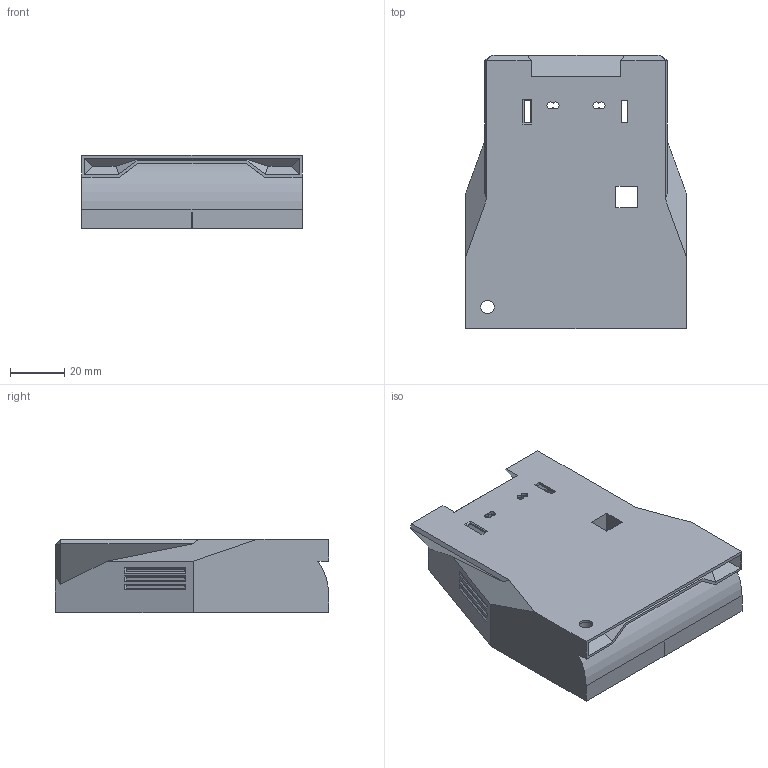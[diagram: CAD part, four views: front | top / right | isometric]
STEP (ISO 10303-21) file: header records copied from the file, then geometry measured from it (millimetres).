
FILE_DESCRIPTION(/* description */ (''),/* implementation_level */ '2;1');
FILE_NAME(/* name */ 'BodyA v22.step',/* time_stamp */ '2023-07-04T08:59:19-07:00',/* author */ (''),/* organization */ (''),/* preprocessor_version */ 'ST-DEVELOPER v19.2',/* originating_system */ 'Autodesk Translation Framework v12.6.0.85',/* authorisation */ '');
FILE_SCHEMA (('AUTOMOTIVE_DESIGN { 1 0 10303 214 3 1 1 }'));
Length unit declared in the file: millimetre
Products named in the file (1): BodyA
Bounding box: 81.5 x 101 x 27 mm (x, y, z)
Volume: 24528.5 mm3; surface area: 34483.4 mm2
Topology: 1 solids, 1 shells, 178 faces, 456 edges, 295 vertices
Faces by surface type: plane 156, cylinder 20, cone 2
Full cylindrical faces by diameter (mm): 1.9 x5, 5 x1, 6 x1
Entity records: 5442 total; most frequent: CARTESIAN_POINT 1049, ORIENTED_EDGE 912, DIRECTION 849, EDGE_CURVE 456, LINE 403, VECTOR 403, VERTEX_POINT 295, AXIS2_PLACEMENT_3D 223
